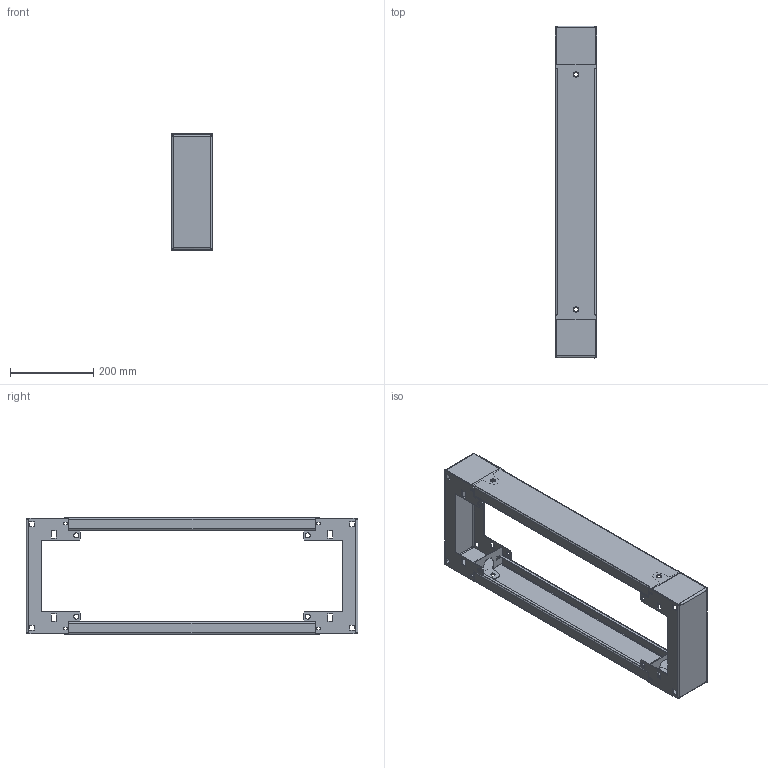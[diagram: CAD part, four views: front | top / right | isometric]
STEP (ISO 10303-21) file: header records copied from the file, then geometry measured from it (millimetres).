
FILE_DESCRIPTION(/* description */ (''),/* implementation_level */ '2;1');
FILE_NAME(/* name */ 'INXZCLA108030.stp',/* time_stamp */ '2018-05-18T10:18:15+02:00',/* author */ (''),/* organization */ (''),/* preprocessor_version */ 'ST-DEVELOPER v15',/* originating_system */ 'SIEMENS PLM Software NX 9.0',/* authorisation */ '');
FILE_SCHEMA (('CONFIG_CONTROL_DESIGN'));
Length unit declared in the file: millimetre
Products named in the file (3): Esquina_Zocalo_100; FRONTAL_ZOCALO_100_800; INXZCLA108030_stp
Assembly tree (4 placements, depth 2):
  INXZCLA108030_stp
    FRONTAL_ZOCALO_100_800  x2
    Esquina_Zocalo_100  x2
Bounding box: 100 x 798 x 280.5 mm (x, y, z)
Volume: 650968.2 mm3; surface area: 771104.5 mm2
Topology: 4 solids, 4 shells, 516 faces, 1444 edges, 928 vertices
Faces by surface type: plane 448, cylinder 60, cone 4, bspline 4
Full cylindrical faces by diameter (mm): 12 x8
Entity records: 8465 total; most frequent: CARTESIAN_POINT 1827, ORIENTED_EDGE 1444, DIRECTION 1078, EDGE_CURVE 722, VERTEX_POINT 464, LINE 450, VECTOR 450, AXIS2_PLACEMENT_3D 314
